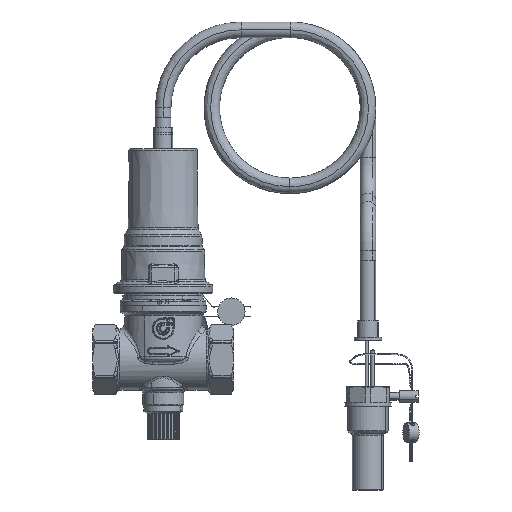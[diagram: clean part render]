
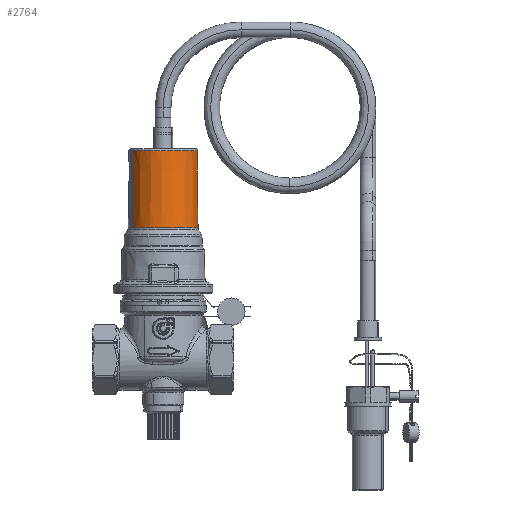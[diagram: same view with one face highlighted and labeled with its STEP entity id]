
A CAD part, left-side view. The second image highlights one B-rep face of the part: STEP entity #2764.
In plain terms, the highlighted conical face has half-angle 0.5 degrees and reference radius 17.567 mm.
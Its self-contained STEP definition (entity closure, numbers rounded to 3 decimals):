
#2695=CARTESIAN_POINT('Vertex',(-8.426,15.424,107.209)) ;
#2698=CARTESIAN_POINT('Axis2P3D Location',(0.,0.,107.209)) ;
#2702=CARTESIAN_POINT('Vertex',(8.426,-15.424,107.209)) ;
#2734=CARTESIAN_POINT('Axis2P3D Location',(0.,0.,108.2)) ;
#2739=CARTESIAN_POINT('Line Origine',(8.508,-15.573,87.666)) ;
#2743=CARTESIAN_POINT('Vertex',(8.591,-15.727,67.658)) ;
#2746=CARTESIAN_POINT('Line Origine',(-8.508,15.573,87.666)) ;
#2750=CARTESIAN_POINT('Vertex',(-8.591,15.727,67.658)) ;
#2753=CARTESIAN_POINT('Axis2P3D Location',(0.,0.,67.658)) ;
#2699=DIRECTION('Axis2P3D Direction',(0.,0.,1.)) ;
#2735=DIRECTION('Axis2P3D Direction',(0.,0.,-1.)) ;
#2736=DIRECTION('Axis2P3D XDirection',(0.479,-0.878,0.)) ;
#2740=DIRECTION('Vector Direction',(0.004,-0.008,-1.)) ;
#2747=DIRECTION('Vector Direction',(-0.004,0.008,-1.)) ;
#2754=DIRECTION('Axis2P3D Direction',(0.,0.,-1.)) ;
#2700=AXIS2_PLACEMENT_3D('Circle Axis2P3D',#2698,#2699,$) ;
#2737=AXIS2_PLACEMENT_3D('Cone Axis2P3D',#2734,#2735,#2736) ;
#2755=AXIS2_PLACEMENT_3D('Circle Axis2P3D',#2753,#2754,$) ;
#2759=ORIENTED_EDGE('',*,*,#2745,.F.) ;
#2760=ORIENTED_EDGE('',*,*,#2704,.F.) ;
#2761=ORIENTED_EDGE('',*,*,#2752,.T.) ;
#2762=ORIENTED_EDGE('',*,*,#2757,.F.) ;
#2741=VECTOR('Line Direction',#2740,1.) ;
#2748=VECTOR('Line Direction',#2747,1.) ;
#2764=ADVANCED_FACE('PartBody',(#2763),#2738,.T.) ;
#2701=CIRCLE('generated circle',#2700,17.575) ;
#2756=CIRCLE('generated circle',#2755,17.92) ;
#2738=CONICAL_SURFACE('Cone',#2737,17.567,0.009) ;
#2704=EDGE_CURVE('',#2696,#2703,#2701,.T.) ;
#2745=EDGE_CURVE('',#2703,#2744,#2742,.T.) ;
#2752=EDGE_CURVE('',#2696,#2751,#2749,.T.) ;
#2757=EDGE_CURVE('',#2744,#2751,#2756,.T.) ;
#2758=EDGE_LOOP('',(#2759,#2760,#2761,#2762)) ;
#2763=FACE_OUTER_BOUND('',#2758,.T.) ;
#2742=LINE('Line',#2739,#2741) ;
#2749=LINE('Line',#2746,#2748) ;
#2696=VERTEX_POINT('',#2695) ;
#2703=VERTEX_POINT('',#2702) ;
#2744=VERTEX_POINT('',#2743) ;
#2751=VERTEX_POINT('',#2750) ;
